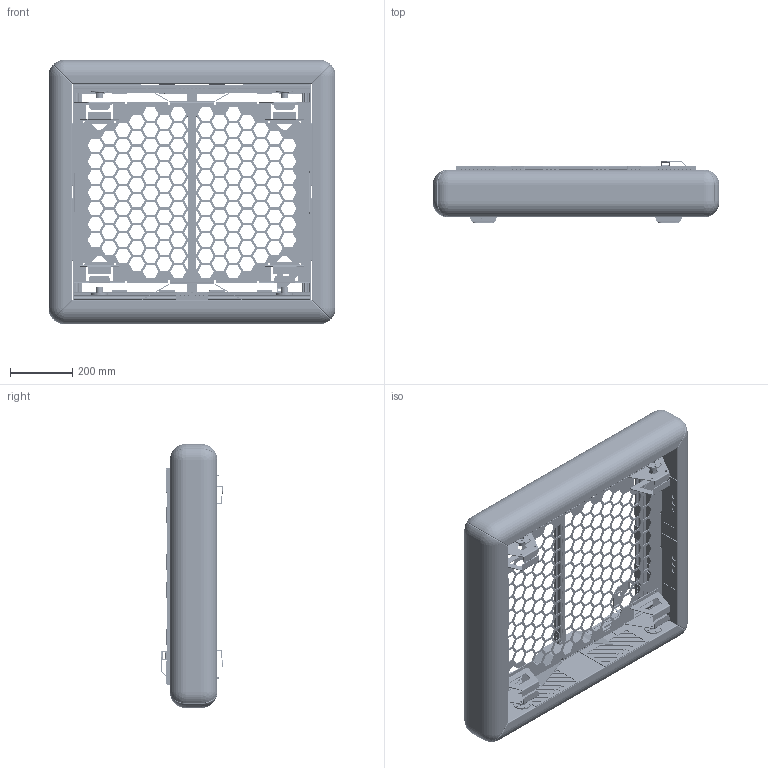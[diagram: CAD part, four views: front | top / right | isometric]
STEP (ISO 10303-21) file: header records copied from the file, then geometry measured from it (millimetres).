
FILE_DESCRIPTION (( 'STEP AP203' ), '1' );
FILE_NAME ('Chassis MK5 Render 3.STEP', '2018-01-18T23:05:52', ( '' ), ( '' ), 'SwSTEP 2.0', 'SolidWorks 2016', '' );
FILE_SCHEMA (( 'CONFIG_CONTROL_DESIGN' ));
Length unit declared in the file: inch
Products named in the file (18): Bumpers - LeftRight; Chassis MK5 Render 3; am-0096a+500+Hex+Hub+r2; Gearbox Support; T-Slot (25.1in); Bumper Clip; Toughbox Nano with Hub and 6in Right Mechanum Wheel; Front and Back Plate; 90 degree vertical angle mount; Bumpers - FrontBack; Toughbox Nano with Hub and 6in Left Mechanum Wheel; 90 degree angle mount; Safety Light Mount; Side Panel; 180 degree angle mount; Base Plate MK5; Bumper Assembly; T-Slot (30in)
Assembly tree (50 placements, depth 3):
  Chassis MK5 Render 3
    Base Plate MK5
    Toughbox Nano with Hub and 6in Left Mechanum Wheel  x2
      am-0096a+500+Hex+Hub+r2
    Toughbox Nano with Hub and 6in Right Mechanum Wheel  x2
      am-0096a+500+Hex+Hub+r2
    T-Slot (30in)  x2
    Front and Back Plate  x2
    T-Slot (25.1in)  x3
    90 degree angle mount  x4
    Safety Light Mount
    90 degree vertical angle mount  x8
    Gearbox Support  x4
    Side Panel  x2
    Bumper Assembly
      Bumpers - FrontBack  x2
      Bumpers - LeftRight  x2
      Bumper Clip  x8
    180 degree angle mount  x4
Bounding box: 924.56 x 198.3 x 850.9 mm (x, y, z)
Volume: 36600259.5 mm3; surface area: 3831218.7 mm2
Topology: 47 solids, 47 shells, 4915 faces, 13699 edges, 8874 vertices
Faces by surface type: plane 2538, cylinder 2265, cone 48, sphere 32, torus 16, bspline 16
Entity records: 77916 total; most frequent: CARTESIAN_POINT 13087, ORIENTED_EDGE 12864, DIRECTION 12688, EDGE_CURVE 6432, LINE 4786, VECTOR 4786, VERTEX_POINT 4190, AXIS2_PLACEMENT_3D 3951
